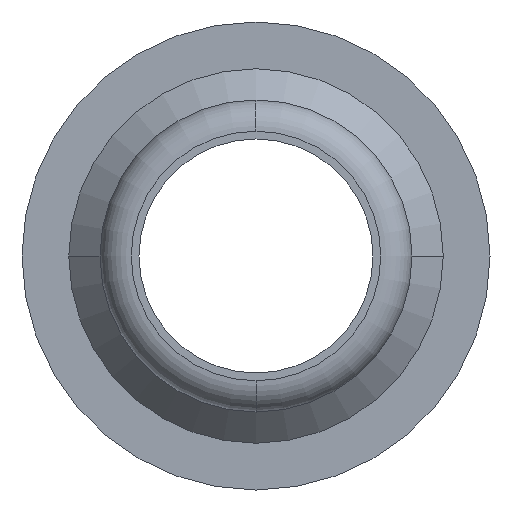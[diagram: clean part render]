
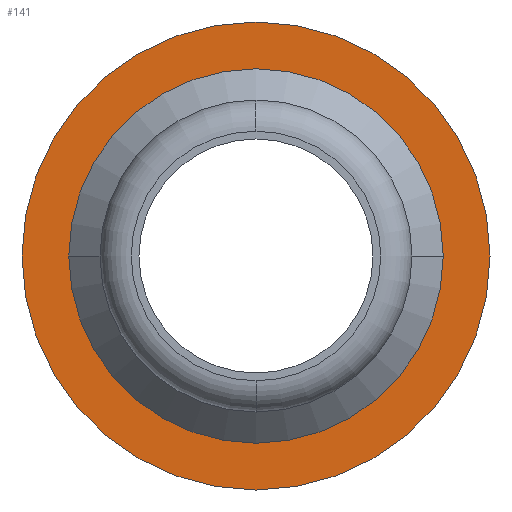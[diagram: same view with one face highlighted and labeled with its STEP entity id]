
A CAD part, front view. The second image highlights one B-rep face of the part: STEP entity #141.
In plain terms, the highlighted planar face has unit normal (0, -1, 0).
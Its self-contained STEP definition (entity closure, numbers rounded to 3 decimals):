
#141=ADVANCED_FACE('',(#283,#284),#285,.T.);
#283=FACE_OUTER_BOUND('',#420,.T.);
#284=FACE_BOUND('',#421,.T.);
#285=PLANE('',#422);
#420=EDGE_LOOP('',(#741,#742));
#421=EDGE_LOOP('',(#743,#744));
#422=AXIS2_PLACEMENT_3D('',#745,#746,#747);
#741=ORIENTED_EDGE('',*,*,#789,.T.);
#742=ORIENTED_EDGE('',*,*,#880,.T.);
#743=ORIENTED_EDGE('',*,*,#882,.F.);
#744=ORIENTED_EDGE('',*,*,#800,.F.);
#745=CARTESIAN_POINT('',(0.0,20.0,0.0));
#746=DIRECTION('',(0.0,-1.0,0.0));
#747=DIRECTION('',(-1.0,0.0,0.0));
#789=EDGE_CURVE('',#930,#932,#934,.T.);
#800=EDGE_CURVE('',#949,#951,#952,.T.);
#880=EDGE_CURVE('',#932,#930,#1057,.T.);
#882=EDGE_CURVE('',#951,#949,#1059,.T.);
#930=VERTEX_POINT('',#1111);
#932=VERTEX_POINT('',#1114);
#934=CIRCLE('',#1117,7.5);
#949=VERTEX_POINT('',#1134);
#951=VERTEX_POINT('',#1137);
#952=CIRCLE('',#1138,6.0);
#1057=CIRCLE('',#1264,7.5);
#1059=CIRCLE('',#1266,6.0);
#1111=CARTESIAN_POINT('',(7.5,20.0,0.0));
#1114=CARTESIAN_POINT('',(-7.5,20.0,0.));
#1117=AXIS2_PLACEMENT_3D('',#1322,#1323,#1324);
#1134=CARTESIAN_POINT('',(6.0,20.0,0.));
#1137=CARTESIAN_POINT('',(-6.0,20.0,0.));
#1138=AXIS2_PLACEMENT_3D('',#1340,#1341,#1342);
#1264=AXIS2_PLACEMENT_3D('',#1460,#1461,#1462);
#1266=AXIS2_PLACEMENT_3D('',#1463,#1464,#1465);
#1322=CARTESIAN_POINT('',(0.0,20.0,0.0));
#1323=DIRECTION('',(0.0,-1.0,0.0));
#1324=DIRECTION('',(1.0,0.0,0.0));
#1340=CARTESIAN_POINT('',(0.0,20.0,0.0));
#1341=DIRECTION('',(0.0,-1.0,0.0));
#1342=DIRECTION('',(1.0,0.0,0.0));
#1460=CARTESIAN_POINT('',(0.0,20.0,0.0));
#1461=DIRECTION('',(0.0,-1.0,0.0));
#1462=DIRECTION('',(1.0,0.0,0.0));
#1463=CARTESIAN_POINT('',(0.0,20.0,0.0));
#1464=DIRECTION('',(0.0,-1.0,0.0));
#1465=DIRECTION('',(1.0,0.0,0.0));
